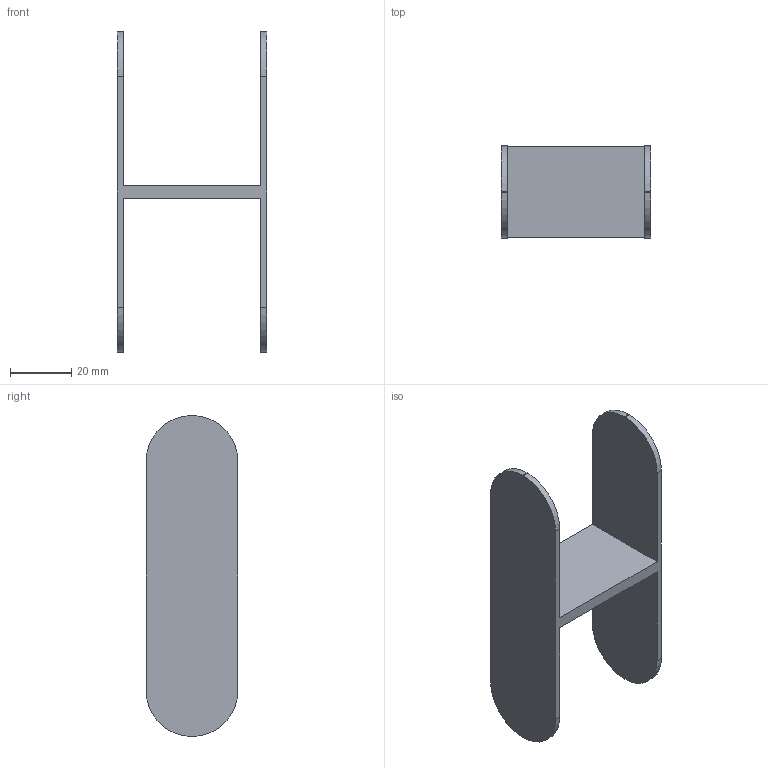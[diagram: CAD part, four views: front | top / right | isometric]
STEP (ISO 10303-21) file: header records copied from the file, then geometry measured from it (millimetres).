
FILE_DESCRIPTION(/* description */ (''),/* implementation_level */ '2;1');
FILE_NAME(/* name */ 'model_2.stp',/* time_stamp */ '2017-04-10T09:38:20-04:00',/* author */ (''),/* organization */ (''),/* preprocessor_version */ 'ST-DEVELOPER v16',/* originating_system */ 'SIEMENS PLM Software NX 10.0',/* authorisation */ '');
FILE_SCHEMA (('AUTOMOTIVE_DESIGN { 1 0 10303 214 3 1 1 1 }'));
Length unit declared in the file: millimetre
Products named in the file (2): link2; model_2
Assembly tree (1 placements, depth 2):
  model_2
    link2
Bounding box: 49 x 30 x 105 mm (x, y, z)
Volume: 17227.7 mm3; surface area: 15624.7 mm2
Topology: 1 solids, 1 shells, 22 faces, 70 edges, 50 vertices
Faces by surface type: plane 14, cylinder 8
Entity records: 840 total; most frequent: CARTESIAN_POINT 168, ORIENTED_EDGE 140, DIRECTION 126, EDGE_CURVE 70, VERTEX_POINT 50, LINE 46, VECTOR 46, AXIS2_PLACEMENT_3D 40
